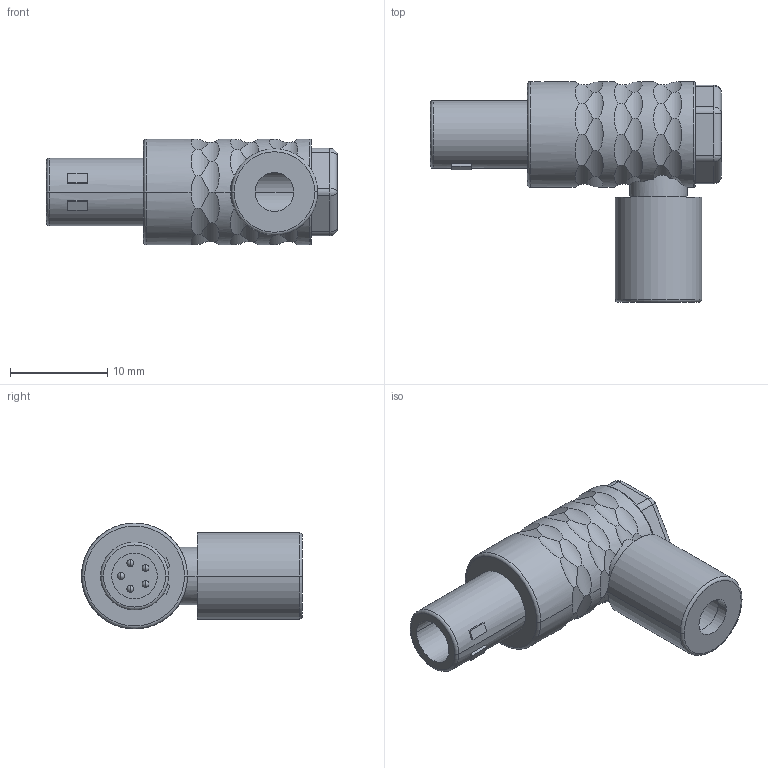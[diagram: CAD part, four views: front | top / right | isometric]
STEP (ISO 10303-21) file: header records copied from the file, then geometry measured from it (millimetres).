
FILE_DESCRIPTION((''),'2;1');
FILE_NAME('W10LCC-P05M','2013-11-12T',('RTrager'),(''),'PRO/ENGINEER BY PARAMETRIC TECHNOLOGY CORPORATION, 2013050','PRO/ENGINEER BY PARAMETRIC TECHNOLOGY CORPORATION, 2013050','');
FILE_SCHEMA(('CONFIG_CONTROL_DESIGN'));
Length unit declared in the file: millimetre
Products named in the file (1): W10LCC-P05M
Bounding box: 30 x 22.75 x 10.9 mm (x, y, z)
Volume: 2248.4 mm3; surface area: 2094.1 mm2
Topology: 1 solids, 1 shells, 210 faces, 542 edges, 343 vertices
Faces by surface type: cylinder 136, plane 40, sphere 16, torus 13, bspline 5
Entity records: 8546 total; most frequent: CARTESIAN_POINT 3759, ORIENTED_EDGE 1064, DIRECTION 881, EDGE_CURVE 532, AXIS2_PLACEMENT_3D 370, VERTEX_POINT 343, EDGE_LOOP 229, B_SPLINE_CURVE_WITH_KNOTS 226
